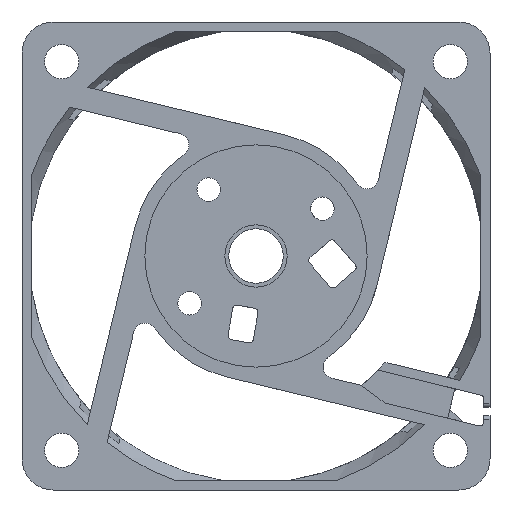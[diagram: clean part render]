
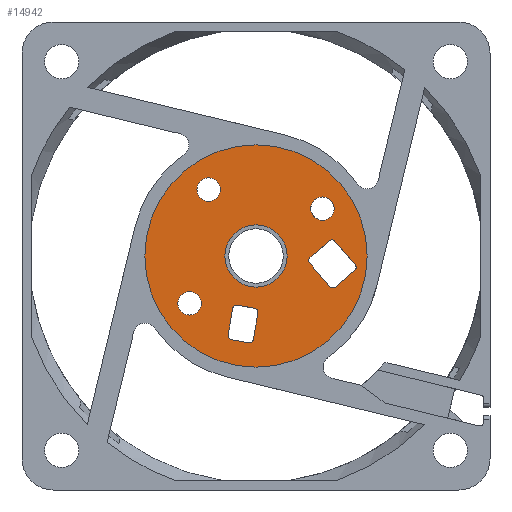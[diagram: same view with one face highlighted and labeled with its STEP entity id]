
A CAD part, front view. The second image highlights one B-rep face of the part: STEP entity #14942.
In plain terms, the highlighted planar face has unit normal (0, -1, 0).
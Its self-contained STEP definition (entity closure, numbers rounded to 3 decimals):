
#202=CARTESIAN_POINT('',(0.,0.2,0.));
#203=DIRECTION('',(0.,-1.,0.));
#204=DIRECTION('',(-1.,0.,0.));
#205=AXIS2_PLACEMENT_3D('',#202,#203,#204);
#207=CARTESIAN_POINT('',(0.,0.2,0.));
#208=DIRECTION('',(0.,-1.,0.));
#209=DIRECTION('',(1.,0.,0.));
#210=AXIS2_PLACEMENT_3D('',#207,#208,#209);
#212=CARTESIAN_POINT('',(0.,0.2,0.));
#213=DIRECTION('',(0.,1.,0.));
#214=DIRECTION('',(0.,0.,-1.));
#215=AXIS2_PLACEMENT_3D('',#212,#213,#214);
#217=CARTESIAN_POINT('',(0.,0.2,0.));
#218=DIRECTION('',(0.,1.,0.));
#219=DIRECTION('',(0.,0.,1.));
#220=AXIS2_PLACEMENT_3D('',#217,#218,#219);
#222=CARTESIAN_POINT('',(-8.546,0.2,-6.1));
#223=DIRECTION('',(0.,1.,0.));
#224=DIRECTION('',(0.,0.,-1.));
#225=AXIS2_PLACEMENT_3D('',#222,#223,#224);
#227=CARTESIAN_POINT('',(-8.546,0.2,-6.1));
#228=DIRECTION('',(0.,1.,0.));
#229=DIRECTION('',(0.,0.,1.));
#230=AXIS2_PLACEMENT_3D('',#227,#228,#229);
#232=CARTESIAN_POINT('',(-6.1,0.2,8.546));
#233=DIRECTION('',(0.,1.,0.));
#234=DIRECTION('',(0.,0.,-1.));
#235=AXIS2_PLACEMENT_3D('',#232,#233,#234);
#237=CARTESIAN_POINT('',(-6.1,0.2,8.546));
#238=DIRECTION('',(0.,1.,0.));
#239=DIRECTION('',(0.,0.,1.));
#240=AXIS2_PLACEMENT_3D('',#237,#238,#239);
#242=CARTESIAN_POINT('',(8.546,0.2,6.1));
#243=DIRECTION('',(0.,1.,0.));
#244=DIRECTION('',(0.,0.,-1.));
#245=AXIS2_PLACEMENT_3D('',#242,#243,#244);
#247=CARTESIAN_POINT('',(8.546,0.2,6.1));
#248=DIRECTION('',(0.,1.,0.));
#249=DIRECTION('',(0.,0.,1.));
#250=AXIS2_PLACEMENT_3D('',#247,#248,#249);
#252=DIRECTION('',(0.649,0.,-0.761));
#253=VECTOR('',#252,4.);
#254=CARTESIAN_POINT('',(10.16,0.2,1.901));
#255=LINE('',#254,#253);
#256=DIRECTION('',(0.761,0.,0.649));
#257=VECTOR('',#256,3.3);
#258=CARTESIAN_POINT('',(6.944,0.2,-0.183));
#259=LINE('',#258,#257);
#260=DIRECTION('',(-0.649,0.,0.761));
#261=VECTOR('',#260,4.);
#262=CARTESIAN_POINT('',(9.482,0.2,-3.932));
#263=LINE('',#262,#261);
#264=DIRECTION('',(-0.761,0.,-0.649));
#265=VECTOR('',#264,3.3);
#266=CARTESIAN_POINT('',(12.699,0.2,-1.848));
#267=LINE('',#266,#265);
#268=DIRECTION('',(0.986,0.,-0.165));
#269=VECTOR('',#268,2.3);
#270=CARTESIAN_POINT('',(-2.434,0.2,-6.336));
#271=LINE('',#270,#269);
#272=DIRECTION('',(0.165,0.,0.986));
#273=VECTOR('',#272,3.5);
#274=CARTESIAN_POINT('',(-3.586,0.2,-10.199));
#275=LINE('',#274,#273);
#276=DIRECTION('',(-0.986,0.,0.165));
#277=VECTOR('',#276,2.3);
#278=CARTESIAN_POINT('',(-0.906,0.2,-11.153));
#279=LINE('',#278,#277);
#280=DIRECTION('',(-0.165,0.,-0.986));
#281=VECTOR('',#280,3.5);
#282=CARTESIAN_POINT('',(0.246,0.2,-7.29));
#283=LINE('',#282,#281);
#11802=CARTESIAN_POINT('',(-2.516,0.2,-6.829));
#11803=DIRECTION('',(0.,1.,0.));
#11804=DIRECTION('',(-0.986,0.,0.165));
#11805=AXIS2_PLACEMENT_3D('',#11802,#11803,#11804);
#11824=CARTESIAN_POINT('',(-0.247,0.2,-7.208));
#11825=DIRECTION('',(0.,1.,0.));
#11826=DIRECTION('',(0.165,0.,0.986));
#11827=AXIS2_PLACEMENT_3D('',#11824,#11825,#11826);
#11842=CARTESIAN_POINT('',(-0.824,0.2,-10.66));
#11843=DIRECTION('',(0.,1.,0.));
#11844=DIRECTION('',(0.986,0.,-0.165));
#11845=AXIS2_PLACEMENT_3D('',#11842,#11843,#11844);
#11864=CARTESIAN_POINT('',(-3.093,0.2,-10.281));
#11865=DIRECTION('',(0.,1.,0.));
#11866=DIRECTION('',(-0.165,0.,-0.986));
#11867=AXIS2_PLACEMENT_3D('',#11864,#11865,#11866);
#11970=CARTESIAN_POINT('',(7.268,0.2,-0.564));
#11971=DIRECTION('',(0.,1.,0.));
#11972=DIRECTION('',(-0.761,0.,-0.649));
#11973=AXIS2_PLACEMENT_3D('',#11970,#11971,#11972);
#11988=CARTESIAN_POINT('',(9.863,0.2,-3.608));
#11989=DIRECTION('',(0.,1.,0.));
#11990=DIRECTION('',(0.649,0.,-0.761));
#11991=AXIS2_PLACEMENT_3D('',#11988,#11989,#11990);
#12006=CARTESIAN_POINT('',(12.374,0.2,-1.468));
#12007=DIRECTION('',(0.,1.,0.));
#12008=DIRECTION('',(0.761,0.,0.649));
#12009=AXIS2_PLACEMENT_3D('',#12006,#12007,#12008);
#12024=CARTESIAN_POINT('',(9.78,0.2,1.577));
#12025=DIRECTION('',(0.,1.,0.));
#12026=DIRECTION('',(-0.649,0.,0.761));
#12027=AXIS2_PLACEMENT_3D('',#12024,#12025,#12026);
#12149=CARTESIAN_POINT('',(-14.3,0.2,0.));
#12150=CARTESIAN_POINT('',(14.3,0.2,0.));
#12151=VERTEX_POINT('',#12149);
#12152=VERTEX_POINT('',#12150);
#12722=CARTESIAN_POINT('',(0.,0.2,-4.));
#12723=CARTESIAN_POINT('',(0.,0.2,4.));
#12724=VERTEX_POINT('',#12722);
#12725=VERTEX_POINT('',#12723);
#12779=CARTESIAN_POINT('',(-8.546,0.2,-7.6));
#12780=CARTESIAN_POINT('',(-8.546,0.2,-4.6));
#12781=VERTEX_POINT('',#12779);
#12782=VERTEX_POINT('',#12780);
#12783=CARTESIAN_POINT('',(-6.1,0.2,7.046));
#12784=CARTESIAN_POINT('',(-6.1,0.2,10.046));
#12785=VERTEX_POINT('',#12783);
#12786=VERTEX_POINT('',#12784);
#12787=CARTESIAN_POINT('',(8.546,0.2,4.6));
#12788=CARTESIAN_POINT('',(8.546,0.2,7.6));
#12789=VERTEX_POINT('',#12787);
#12790=VERTEX_POINT('',#12788);
#12926=CARTESIAN_POINT('',(6.944,0.2,-0.183));
#12928=VERTEX_POINT('',#12926);
#12930=CARTESIAN_POINT('',(6.888,0.2,-0.888));
#12932=VERTEX_POINT('',#12930);
#12934=CARTESIAN_POINT('',(10.16,0.2,1.901));
#12936=VERTEX_POINT('',#12934);
#12938=CARTESIAN_POINT('',(9.455,0.2,1.957));
#12940=VERTEX_POINT('',#12938);
#12942=CARTESIAN_POINT('',(12.699,0.2,-1.848));
#12944=VERTEX_POINT('',#12942);
#12946=CARTESIAN_POINT('',(12.755,0.2,-1.143));
#12948=VERTEX_POINT('',#12946);
#12950=CARTESIAN_POINT('',(9.482,0.2,-3.932));
#12952=VERTEX_POINT('',#12950);
#12954=CARTESIAN_POINT('',(10.187,0.2,-3.989));
#12956=VERTEX_POINT('',#12954);
#12958=CARTESIAN_POINT('',(-2.434,0.2,-6.336));
#12960=VERTEX_POINT('',#12958);
#12962=CARTESIAN_POINT('',(-3.009,0.2,-6.746));
#12964=VERTEX_POINT('',#12962);
#12968=CARTESIAN_POINT('',(-3.586,0.2,-10.199));
#12970=VERTEX_POINT('',#12968);
#12972=CARTESIAN_POINT('',(-3.175,0.2,-10.774));
#12974=VERTEX_POINT('',#12972);
#12978=CARTESIAN_POINT('',(-0.906,0.2,-11.153));
#12980=VERTEX_POINT('',#12978);
#12982=CARTESIAN_POINT('',(-0.331,0.2,-10.742));
#12984=VERTEX_POINT('',#12982);
#12986=CARTESIAN_POINT('',(0.246,0.2,-7.29));
#12988=VERTEX_POINT('',#12986);
#12990=CARTESIAN_POINT('',(-0.165,0.2,-6.715));
#12992=VERTEX_POINT('',#12990);
#14873=CARTESIAN_POINT('',(0.,0.2,0.));
#14874=DIRECTION('',(0.,-1.,0.));
#14875=DIRECTION('',(-1.,0.,0.));
#14876=AXIS2_PLACEMENT_3D('',#14873,#14874,#14875);
#14877=PLANE('',#14876);
#14878=ORIENTED_EDGE('',*,*,#14853,.F.);
#14879=ORIENTED_EDGE('',*,*,#14867,.F.);
#14880=EDGE_LOOP('',(#14878,#14879));
#14881=FACE_OUTER_BOUND('',#14880,.F.);
#14883=ORIENTED_EDGE('',*,*,#14882,.F.);
#14885=ORIENTED_EDGE('',*,*,#14884,.F.);
#14886=EDGE_LOOP('',(#14883,#14885));
#14887=FACE_BOUND('',#14886,.F.);
#14889=ORIENTED_EDGE('',*,*,#14888,.F.);
#14891=ORIENTED_EDGE('',*,*,#14890,.F.);
#14892=EDGE_LOOP('',(#14889,#14891));
#14893=FACE_BOUND('',#14892,.F.);
#14895=ORIENTED_EDGE('',*,*,#14894,.F.);
#14897=ORIENTED_EDGE('',*,*,#14896,.F.);
#14898=EDGE_LOOP('',(#14895,#14897));
#14899=FACE_BOUND('',#14898,.F.);
#14901=ORIENTED_EDGE('',*,*,#14900,.F.);
#14903=ORIENTED_EDGE('',*,*,#14902,.F.);
#14904=EDGE_LOOP('',(#14901,#14903));
#14905=FACE_BOUND('',#14904,.F.);
#14907=ORIENTED_EDGE('',*,*,#14906,.F.);
#14909=ORIENTED_EDGE('',*,*,#14908,.F.);
#14911=ORIENTED_EDGE('',*,*,#14910,.F.);
#14913=ORIENTED_EDGE('',*,*,#14912,.F.);
#14915=ORIENTED_EDGE('',*,*,#14914,.F.);
#14917=ORIENTED_EDGE('',*,*,#14916,.F.);
#14919=ORIENTED_EDGE('',*,*,#14918,.F.);
#14921=ORIENTED_EDGE('',*,*,#14920,.F.);
#14922=EDGE_LOOP('',(#14907,#14909,#14911,#14913,#14915,#14917,#14919,#14921));
#14923=FACE_BOUND('',#14922,.F.);
#14925=ORIENTED_EDGE('',*,*,#14924,.F.);
#14927=ORIENTED_EDGE('',*,*,#14926,.F.);
#14929=ORIENTED_EDGE('',*,*,#14928,.F.);
#14931=ORIENTED_EDGE('',*,*,#14930,.F.);
#14933=ORIENTED_EDGE('',*,*,#14932,.F.);
#14935=ORIENTED_EDGE('',*,*,#14934,.F.);
#14937=ORIENTED_EDGE('',*,*,#14936,.F.);
#14939=ORIENTED_EDGE('',*,*,#14938,.F.);
#14940=EDGE_LOOP('',(#14925,#14927,#14929,#14931,#14933,#14935,#14937,#14939));
#14941=FACE_BOUND('',#14940,.F.);
#206=CIRCLE('',#205,14.3);
#211=CIRCLE('',#210,14.3);
#216=CIRCLE('',#215,4.);
#221=CIRCLE('',#220,4.);
#226=CIRCLE('',#225,1.5);
#231=CIRCLE('',#230,1.5);
#236=CIRCLE('',#235,1.5);
#241=CIRCLE('',#240,1.5);
#246=CIRCLE('',#245,1.5);
#251=CIRCLE('',#250,1.5);
#11806=CIRCLE('',#11805,0.5);
#11828=CIRCLE('',#11827,0.5);
#11846=CIRCLE('',#11845,0.5);
#11868=CIRCLE('',#11867,0.5);
#11974=CIRCLE('',#11973,0.5);
#11992=CIRCLE('',#11991,0.5);
#12010=CIRCLE('',#12009,0.5);
#12028=CIRCLE('',#12027,0.5);
#14853=EDGE_CURVE('',#12151,#12152,#206,.T.);
#14867=EDGE_CURVE('',#12152,#12151,#211,.T.);
#14882=EDGE_CURVE('',#12724,#12725,#216,.T.);
#14884=EDGE_CURVE('',#12725,#12724,#221,.T.);
#14888=EDGE_CURVE('',#12781,#12782,#226,.T.);
#14890=EDGE_CURVE('',#12782,#12781,#231,.T.);
#14894=EDGE_CURVE('',#12785,#12786,#236,.T.);
#14896=EDGE_CURVE('',#12786,#12785,#241,.T.);
#14900=EDGE_CURVE('',#12789,#12790,#246,.T.);
#14902=EDGE_CURVE('',#12790,#12789,#251,.T.);
#14906=EDGE_CURVE('',#12936,#12948,#255,.T.);
#14908=EDGE_CURVE('',#12940,#12936,#12028,.T.);
#14910=EDGE_CURVE('',#12928,#12940,#259,.T.);
#14912=EDGE_CURVE('',#12932,#12928,#11974,.T.);
#14914=EDGE_CURVE('',#12952,#12932,#263,.T.);
#14916=EDGE_CURVE('',#12956,#12952,#11992,.T.);
#14918=EDGE_CURVE('',#12944,#12956,#267,.T.);
#14920=EDGE_CURVE('',#12948,#12944,#12010,.T.);
#14924=EDGE_CURVE('',#12960,#12992,#271,.T.);
#14926=EDGE_CURVE('',#12964,#12960,#11806,.T.);
#14928=EDGE_CURVE('',#12970,#12964,#275,.T.);
#14930=EDGE_CURVE('',#12974,#12970,#11868,.T.);
#14932=EDGE_CURVE('',#12980,#12974,#279,.T.);
#14934=EDGE_CURVE('',#12984,#12980,#11846,.T.);
#14936=EDGE_CURVE('',#12988,#12984,#283,.T.);
#14938=EDGE_CURVE('',#12992,#12988,#11828,.T.);
#14942=ADVANCED_FACE('',(#14881,#14887,#14893,#14899,#14905,#14923,#14941),
#14877,.T.);
